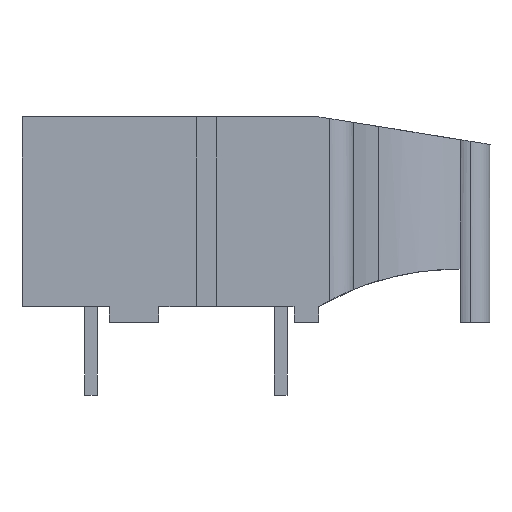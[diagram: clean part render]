
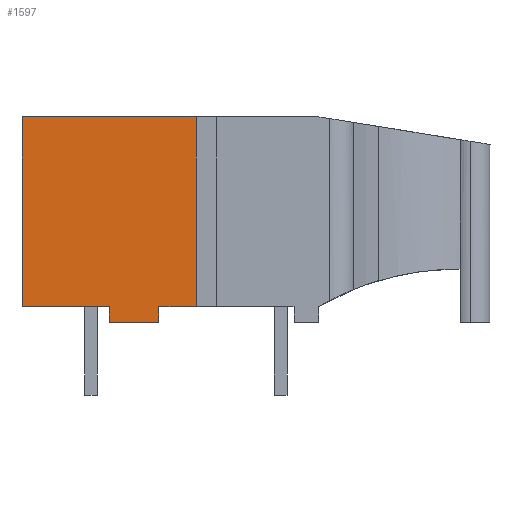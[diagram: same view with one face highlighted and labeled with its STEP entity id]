
A CAD part, front view. The second image highlights one B-rep face of the part: STEP entity #1597.
In plain terms, the highlighted planar face has unit normal (0, -1, 0).
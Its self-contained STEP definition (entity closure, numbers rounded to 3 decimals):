
#75 = DIRECTION ( 'NONE',  ( 0., 0., 1. ) ) ;
#101 = CARTESIAN_POINT ( 'NONE',  ( -2.4, -6.082, 0.605 ) ) ;
#185 = VERTEX_POINT ( 'NONE', #4584 ) ;
#211 = ORIENTED_EDGE ( 'NONE', *, *, #4852, .T. ) ;
#328 = CARTESIAN_POINT ( 'NONE',  ( -9.4, -6.082, 0.605 ) ) ;
#357 = VERTEX_POINT ( 'NONE', #844 ) ;
#398 = VERTEX_POINT ( 'NONE', #3515 ) ;
#490 = EDGE_CURVE ( 'NONE', #595, #3629, #4643, .T. ) ;
#595 = VERTEX_POINT ( 'NONE', #2634 ) ;
#742 = CARTESIAN_POINT ( 'NONE',  ( 0.3, -6.082, -0.035 ) ) ;
#844 = CARTESIAN_POINT ( 'NONE',  ( -5.9, -6.082, 0.605 ) ) ;
#1080 = EDGE_CURVE ( 'NONE', #1847, #3781, #4411, .T. ) ;
#1090 = VECTOR ( 'NONE', #4467, 1000. ) ;
#1178 = ORIENTED_EDGE ( 'NONE', *, *, #2270, .F. ) ;
#1193 = EDGE_CURVE ( 'NONE', #3910, #357, #2915, .T. ) ;
#1263 = LINE ( 'NONE', #3344, #3602 ) ;
#1354 = VECTOR ( 'NONE', #2816, 1000. ) ;
#1371 = EDGE_CURVE ( 'NONE', #398, #185, #1676, .T. ) ;
#1484 = ORIENTED_EDGE ( 'NONE', *, *, #490, .T. ) ;
#1485 = DIRECTION ( 'NONE',  ( 0., -1., 0. ) ) ;
#1504 = AXIS2_PLACEMENT_3D ( 'NONE', #3490, #1485, #2278 ) ;
#1578 = ORIENTED_EDGE ( 'NONE', *, *, #1193, .T. ) ;
#1597 = ADVANCED_FACE ( 'NONE', ( #3939 ), #1835, .T. ) ;
#1614 = ORIENTED_EDGE ( 'NONE', *, *, #1080, .T. ) ;
#1628 = CARTESIAN_POINT ( 'NONE',  ( -5.9, -6.082, 0.605 ) ) ;
#1656 = VECTOR ( 'NONE', #4452, 1000. ) ;
#1676 = LINE ( 'NONE', #4525, #1656 ) ;
#1835 = PLANE ( 'NONE',  #1504 ) ;
#1847 = VERTEX_POINT ( 'NONE', #5073 ) ;
#1960 = CARTESIAN_POINT ( 'NONE',  ( -9.4, -6.082, 0.605 ) ) ;
#2195 = VECTOR ( 'NONE', #2702, 1000. ) ;
#2270 = EDGE_CURVE ( 'NONE', #595, #3781, #3848, .T. ) ;
#2278 = DIRECTION ( 'NONE',  ( 0., 0., -1. ) ) ;
#2514 = EDGE_LOOP ( 'NONE', ( #1178, #1484, #2604, #5212, #211, #1578, #4481, #1614 ) ) ;
#2533 = DIRECTION ( 'NONE',  ( 1., 0., 0. ) ) ;
#2604 = ORIENTED_EDGE ( 'NONE', *, *, #4258, .T. ) ;
#2632 = VECTOR ( 'NONE', #3763, 1000. ) ;
#2634 = CARTESIAN_POINT ( 'NONE',  ( -3.9, -6.082, 0.605 ) ) ;
#2702 = DIRECTION ( 'NONE',  ( 0., 0., -1. ) ) ;
#2816 = DIRECTION ( 'NONE',  ( 0., 0., -1. ) ) ;
#2915 = LINE ( 'NONE', #4982, #3308 ) ;
#3308 = VECTOR ( 'NONE', #2533, 1000. ) ;
#3344 = CARTESIAN_POINT ( 'NONE',  ( -2.4, -6.082, 8.225 ) ) ;
#3490 = CARTESIAN_POINT ( 'NONE',  ( 0.3, -6.082, 0.605 ) ) ;
#3515 = CARTESIAN_POINT ( 'NONE',  ( -2.4, -6.082, 8.225 ) ) ;
#3532 = CARTESIAN_POINT ( 'NONE',  ( -3.9, -6.082, 0.605 ) ) ;
#3602 = VECTOR ( 'NONE', #75, 1000. ) ;
#3629 = VERTEX_POINT ( 'NONE', #101 ) ;
#3681 = LINE ( 'NONE', #1628, #5215 ) ;
#3763 = DIRECTION ( 'NONE',  ( 1., 0., 0. ) ) ;
#3781 = VERTEX_POINT ( 'NONE', #4075 ) ;
#3848 = LINE ( 'NONE', #3532, #2195 ) ;
#3910 = VERTEX_POINT ( 'NONE', #1960 ) ;
#3939 = FACE_OUTER_BOUND ( 'NONE', #2514, .T. ) ;
#4075 = CARTESIAN_POINT ( 'NONE',  ( -3.9, -6.082, -0.035 ) ) ;
#4258 = EDGE_CURVE ( 'NONE', #3629, #398, #1263, .T. ) ;
#4364 = EDGE_CURVE ( 'NONE', #1847, #357, #3681, .T. ) ;
#4392 = LINE ( 'NONE', #328, #1354 ) ;
#4411 = LINE ( 'NONE', #742, #1090 ) ;
#4452 = DIRECTION ( 'NONE',  ( -1., 0., 0. ) ) ;
#4467 = DIRECTION ( 'NONE',  ( 1., 0., 0. ) ) ;
#4481 = ORIENTED_EDGE ( 'NONE', *, *, #4364, .F. ) ;
#4525 = CARTESIAN_POINT ( 'NONE',  ( 0.3, -6.082, 8.225 ) ) ;
#4531 = DIRECTION ( 'NONE',  ( 0., 0., 1. ) ) ;
#4584 = CARTESIAN_POINT ( 'NONE',  ( -9.4, -6.082, 8.225 ) ) ;
#4643 = LINE ( 'NONE', #5063, #2632 ) ;
#4852 = EDGE_CURVE ( 'NONE', #185, #3910, #4392, .T. ) ;
#4982 = CARTESIAN_POINT ( 'NONE',  ( -8.9, -6.082, 0.605 ) ) ;
#5063 = CARTESIAN_POINT ( 'NONE',  ( 0.3, -6.082, 0.605 ) ) ;
#5073 = CARTESIAN_POINT ( 'NONE',  ( -5.9, -6.082, -0.035 ) ) ;
#5212 = ORIENTED_EDGE ( 'NONE', *, *, #1371, .T. ) ;
#5215 = VECTOR ( 'NONE', #4531, 1000. ) ;
